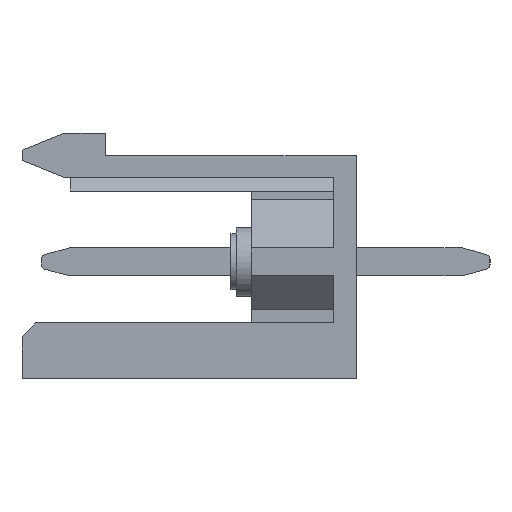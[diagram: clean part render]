
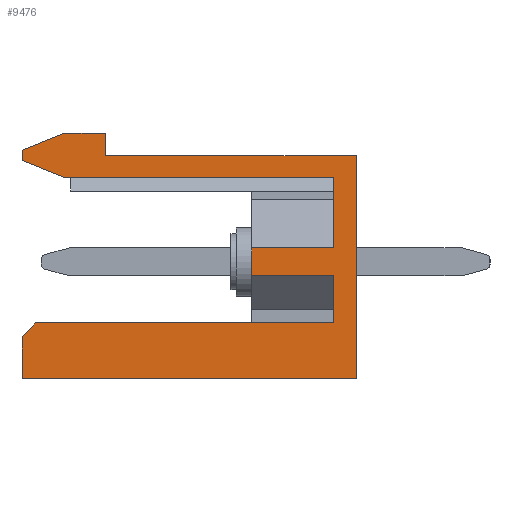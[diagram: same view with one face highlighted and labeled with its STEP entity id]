
A CAD part, left-side view. The second image highlights one B-rep face of the part: STEP entity #9476.
In plain terms, the highlighted planar face has unit normal (-1, 0, 0).
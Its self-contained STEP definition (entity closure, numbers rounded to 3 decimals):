
#52 = VERTEX_POINT ( 'NONE', #7967 ) ;
#257 = LINE ( 'NONE', #25772, #13620 ) ;
#461 = DIRECTION ( 'NONE',  ( 0., 1., 0. ) ) ;
#766 = VERTEX_POINT ( 'NONE', #8147 ) ;
#2086 = CARTESIAN_POINT ( 'NONE',  ( 0., 0., 0. ) ) ;
#2632 = DIRECTION ( 'NONE',  ( 0., 0., 1. ) ) ;
#2811 = DIRECTION ( 'NONE',  ( 0., -1., 0. ) ) ;
#2872 = CARTESIAN_POINT ( 'NONE',  ( 0., 12., -8. ) ) ;
#2918 = DIRECTION ( 'NONE',  ( 0., 0., 1. ) ) ;
#3035 = DIRECTION ( 'NONE',  ( 0., 0., -1. ) ) ;
#3094 = DIRECTION ( 'NONE',  ( 1., 0., 0. ) ) ;
#3200 = CARTESIAN_POINT ( 'NONE',  ( 0., 0., 0. ) ) ;
#3277 = EDGE_CURVE ( 'NONE', #28288, #7689, #6131, .T. ) ;
#3301 = PLANE ( 'NONE',  #25525 ) ;
#3620 = ORIENTED_EDGE ( 'NONE', *, *, #26503, .F. ) ;
#3720 = EDGE_CURVE ( 'NONE', #29308, #28288, #29393, .T. ) ;
#3819 = VECTOR ( 'NONE', #8455, 1000. ) ;
#4330 = ORIENTED_EDGE ( 'NONE', *, *, #28451, .F. ) ;
#4360 = ORIENTED_EDGE ( 'NONE', *, *, #9340, .F. ) ;
#4434 = ORIENTED_EDGE ( 'NONE', *, *, #12988, .F. ) ;
#4564 = LINE ( 'NONE', #8059, #3819 ) ;
#4831 = EDGE_CURVE ( 'NONE', #766, #25073, #4564, .T. ) ;
#4934 = CARTESIAN_POINT ( 'NONE',  ( 0., 10.5, 0.8 ) ) ;
#5177 = DIRECTION ( 'NONE',  ( 0., -1., 0. ) ) ;
#5189 = DIRECTION ( 'NONE',  ( 0., -1., 0. ) ) ;
#5196 = CARTESIAN_POINT ( 'NONE',  ( 0., 0.8, -0.77 ) ) ;
#5601 = DIRECTION ( 'NONE',  ( 0., 0.928, 0.371 ) ) ;
#5982 = EDGE_CURVE ( 'NONE', #27852, #27994, #7496, .T. ) ;
#6002 = VECTOR ( 'NONE', #20906, 1000. ) ;
#6017 = VECTOR ( 'NONE', #2811, 1000. ) ;
#6131 = LINE ( 'NONE', #20310, #11721 ) ;
#6255 = EDGE_CURVE ( 'NONE', #7953, #52, #13389, .T. ) ;
#6399 = CARTESIAN_POINT ( 'NONE',  ( 0., 12., 0.2 ) ) ;
#6740 = VECTOR ( 'NONE', #14636, 1000. ) ;
#6757 = EDGE_CURVE ( 'NONE', #27923, #25073, #29596, .T. ) ;
#7318 = EDGE_LOOP ( 'NONE', ( #3620, #10687, #21636, #4330, #15093, #10296, #21660, #4360, #21309, #16579, #15496, #21339, #28138, #27788, #16639, #29587, #4434 ) ) ;
#7433 = CARTESIAN_POINT ( 'NONE',  ( 0., 3.75, -4.31 ) ) ;
#7496 = LINE ( 'NONE', #14378, #6740 ) ;
#7689 = VERTEX_POINT ( 'NONE', #29823 ) ;
#7724 = VECTOR ( 'NONE', #23593, 1000. ) ;
#7953 = VERTEX_POINT ( 'NONE', #25628 ) ;
#7967 = CARTESIAN_POINT ( 'NONE',  ( 0., 9.01, 0. ) ) ;
#8059 = CARTESIAN_POINT ( 'NONE',  ( 0., 11.5, -6. ) ) ;
#8147 = CARTESIAN_POINT ( 'NONE',  ( 0., 11.5, -6. ) ) ;
#8221 = LINE ( 'NONE', #13039, #14508 ) ;
#8426 = EDGE_CURVE ( 'NONE', #52, #29677, #29121, .T. ) ;
#8455 = DIRECTION ( 'NONE',  ( 0., 0.707, -0.707 ) ) ;
#9014 = CARTESIAN_POINT ( 'NONE',  ( 0., 0.8, -3.31 ) ) ;
#9258 = VECTOR ( 'NONE', #2918, 1000. ) ;
#9340 = EDGE_CURVE ( 'NONE', #7689, #7953, #28687, .T. ) ;
#9476 = ADVANCED_FACE ( 'NONE', ( #12807 ), #3301, .F. ) ;
#9498 = CARTESIAN_POINT ( 'NONE',  ( 0., 0., -8. ) ) ;
#9876 = CARTESIAN_POINT ( 'NONE',  ( 0., 3.75, -4.31 ) ) ;
#10174 = VECTOR ( 'NONE', #27892, 1000. ) ;
#10265 = CARTESIAN_POINT ( 'NONE',  ( 0., 0.8, -4.31 ) ) ;
#10296 = ORIENTED_EDGE ( 'NONE', *, *, #8426, .F. ) ;
#10399 = DIRECTION ( 'NONE',  ( 0., 0., -1. ) ) ;
#10472 = CARTESIAN_POINT ( 'NONE',  ( 0., 9.01, 0.8 ) ) ;
#10687 = ORIENTED_EDGE ( 'NONE', *, *, #4831, .T. ) ;
#11014 = EDGE_CURVE ( 'NONE', #29677, #25820, #23957, .T. ) ;
#11721 = VECTOR ( 'NONE', #20360, 1000. ) ;
#12276 = CARTESIAN_POINT ( 'NONE',  ( 0., 3.75, -3.31 ) ) ;
#12678 = VECTOR ( 'NONE', #10399, 1000. ) ;
#12807 = FACE_OUTER_BOUND ( 'NONE', #7318, .T. ) ;
#12988 = EDGE_CURVE ( 'NONE', #27476, #27568, #21710, .T. ) ;
#13039 = CARTESIAN_POINT ( 'NONE',  ( 0., 0.8, -6. ) ) ;
#13389 = LINE ( 'NONE', #10472, #12678 ) ;
#13445 = CARTESIAN_POINT ( 'NONE',  ( 0., 0., -8. ) ) ;
#13620 = VECTOR ( 'NONE', #23476, 1000. ) ;
#14134 = VERTEX_POINT ( 'NONE', #7433 ) ;
#14378 = CARTESIAN_POINT ( 'NONE',  ( 0., 0.8, -0.77 ) ) ;
#14508 = VECTOR ( 'NONE', #29180, 1000. ) ;
#14536 = EDGE_CURVE ( 'NONE', #22504, #14134, #257, .T. ) ;
#14615 = CARTESIAN_POINT ( 'NONE',  ( 0., 0.8, -6. ) ) ;
#14636 = DIRECTION ( 'NONE',  ( 0., 0., 1. ) ) ;
#14660 = CARTESIAN_POINT ( 'NONE',  ( 0., 10.5, -0.77 ) ) ;
#14790 = VECTOR ( 'NONE', #5601, 1000. ) ;
#15012 = CARTESIAN_POINT ( 'NONE',  ( 0., 12., -0.17 ) ) ;
#15093 = ORIENTED_EDGE ( 'NONE', *, *, #11014, .F. ) ;
#15474 = LINE ( 'NONE', #9498, #7724 ) ;
#15496 = ORIENTED_EDGE ( 'NONE', *, *, #27580, .F. ) ;
#16411 = CARTESIAN_POINT ( 'NONE',  ( 0., 12., -8. ) ) ;
#16579 = ORIENTED_EDGE ( 'NONE', *, *, #3720, .F. ) ;
#16639 = ORIENTED_EDGE ( 'NONE', *, *, #14536, .T. ) ;
#17176 = VECTOR ( 'NONE', #5177, 1000. ) ;
#17715 = VECTOR ( 'NONE', #5189, 1000. ) ;
#18674 = CARTESIAN_POINT ( 'NONE',  ( 0., 9.01, 0. ) ) ;
#18803 = DIRECTION ( 'NONE',  ( 0., -1., 0. ) ) ;
#19914 = CARTESIAN_POINT ( 'NONE',  ( 0., 12., -6.5 ) ) ;
#20310 = CARTESIAN_POINT ( 'NONE',  ( 0., 10.5, 0.8 ) ) ;
#20360 = DIRECTION ( 'NONE',  ( 0., -0.928, 0.371 ) ) ;
#20906 = DIRECTION ( 'NONE',  ( 0., 0., -1. ) ) ;
#20971 = LINE ( 'NONE', #15012, #14790 ) ;
#21309 = ORIENTED_EDGE ( 'NONE', *, *, #3277, .F. ) ;
#21339 = ORIENTED_EDGE ( 'NONE', *, *, #24403, .F. ) ;
#21636 = ORIENTED_EDGE ( 'NONE', *, *, #6757, .F. ) ;
#21660 = ORIENTED_EDGE ( 'NONE', *, *, #6255, .F. ) ;
#21710 = LINE ( 'NONE', #5196, #9258 ) ;
#22341 = EDGE_CURVE ( 'NONE', #22504, #27852, #24688, .T. ) ;
#22350 = VECTOR ( 'NONE', #18803, 1000. ) ;
#22504 = VERTEX_POINT ( 'NONE', #24538 ) ;
#22740 = CARTESIAN_POINT ( 'NONE',  ( 0., 10.5, -0.77 ) ) ;
#23476 = DIRECTION ( 'NONE',  ( 0., 0., -1. ) ) ;
#23593 = DIRECTION ( 'NONE',  ( 0., 1., 0. ) ) ;
#23839 = LINE ( 'NONE', #14660, #29899 ) ;
#23882 = LINE ( 'NONE', #9876, #17715 ) ;
#23957 = LINE ( 'NONE', #2086, #6002 ) ;
#24403 = EDGE_CURVE ( 'NONE', #27994, #28934, #23839, .T. ) ;
#24538 = CARTESIAN_POINT ( 'NONE',  ( 0., 3.75, -3.31 ) ) ;
#24688 = LINE ( 'NONE', #12276, #6017 ) ;
#25073 = VERTEX_POINT ( 'NONE', #19914 ) ;
#25525 = AXIS2_PLACEMENT_3D ( 'NONE', #3200, #3094, #3035 ) ;
#25628 = CARTESIAN_POINT ( 'NONE',  ( 0., 9.01, 0.8 ) ) ;
#25772 = CARTESIAN_POINT ( 'NONE',  ( 0., 3.75, -3.31 ) ) ;
#25820 = VERTEX_POINT ( 'NONE', #13445 ) ;
#25929 = CARTESIAN_POINT ( 'NONE',  ( 0., 0.8, -0.77 ) ) ;
#26503 = EDGE_CURVE ( 'NONE', #766, #27476, #8221, .T. ) ;
#27476 = VERTEX_POINT ( 'NONE', #14615 ) ;
#27479 = EDGE_CURVE ( 'NONE', #14134, #27568, #23882, .T. ) ;
#27568 = VERTEX_POINT ( 'NONE', #10265 ) ;
#27580 = EDGE_CURVE ( 'NONE', #28934, #29308, #20971, .T. ) ;
#27653 = CARTESIAN_POINT ( 'NONE',  ( 0., 12., -0.17 ) ) ;
#27788 = ORIENTED_EDGE ( 'NONE', *, *, #22341, .F. ) ;
#27852 = VERTEX_POINT ( 'NONE', #9014 ) ;
#27892 = DIRECTION ( 'NONE',  ( 0., 0., 1. ) ) ;
#27923 = VERTEX_POINT ( 'NONE', #16411 ) ;
#27994 = VERTEX_POINT ( 'NONE', #25929 ) ;
#28138 = ORIENTED_EDGE ( 'NONE', *, *, #5982, .F. ) ;
#28186 = CARTESIAN_POINT ( 'NONE',  ( 0., 0., 0. ) ) ;
#28288 = VERTEX_POINT ( 'NONE', #6399 ) ;
#28451 = EDGE_CURVE ( 'NONE', #25820, #27923, #15474, .T. ) ;
#28687 = LINE ( 'NONE', #4934, #17176 ) ;
#28688 = CARTESIAN_POINT ( 'NONE',  ( 0., 12., -0.17 ) ) ;
#28881 = VECTOR ( 'NONE', #2632, 1000. ) ;
#28934 = VERTEX_POINT ( 'NONE', #22740 ) ;
#29121 = LINE ( 'NONE', #18674, #22350 ) ;
#29180 = DIRECTION ( 'NONE',  ( 0., -1., 0. ) ) ;
#29308 = VERTEX_POINT ( 'NONE', #28688 ) ;
#29393 = LINE ( 'NONE', #27653, #10174 ) ;
#29587 = ORIENTED_EDGE ( 'NONE', *, *, #27479, .T. ) ;
#29596 = LINE ( 'NONE', #2872, #28881 ) ;
#29677 = VERTEX_POINT ( 'NONE', #28186 ) ;
#29823 = CARTESIAN_POINT ( 'NONE',  ( 0., 10.5, 0.8 ) ) ;
#29899 = VECTOR ( 'NONE', #461, 1000. ) ;
